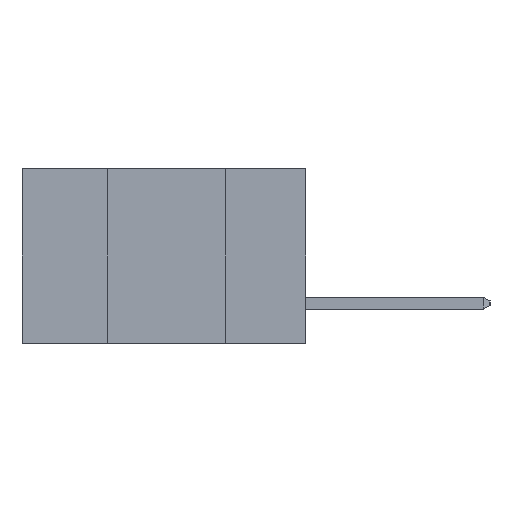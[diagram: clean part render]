
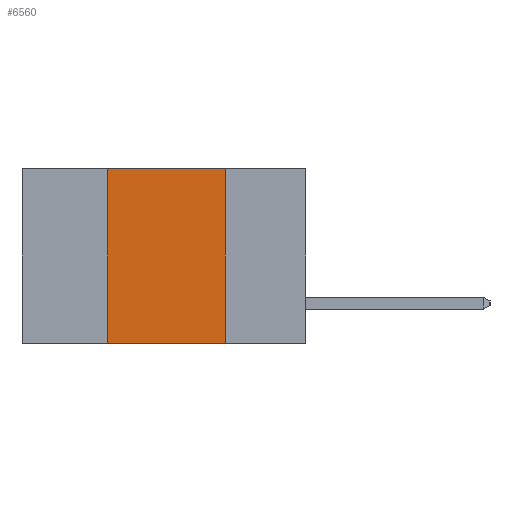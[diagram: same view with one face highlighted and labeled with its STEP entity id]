
A CAD part, left-side view. The second image highlights one B-rep face of the part: STEP entity #6560.
In plain terms, the highlighted planar face has unit normal (-1, 0, 0).
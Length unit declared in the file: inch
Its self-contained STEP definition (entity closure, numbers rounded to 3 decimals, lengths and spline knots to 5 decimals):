
#780 = VERTEX_POINT ( 'NONE', #3913 ) ;
#864 = VERTEX_POINT ( 'NONE', #7052 ) ;
#1227 = AXIS2_PLACEMENT_3D ( 'NONE', #11661, #2494, #13192 ) ;
#1451 = EDGE_CURVE ( 'NONE', #3179, #780, #9229, .T. ) ;
#2324 = DIRECTION ( 'NONE',  ( 0., -1., 0. ) ) ;
#2494 = DIRECTION ( 'NONE',  ( 1., 0., 0. ) ) ;
#2594 = ORIENTED_EDGE ( 'NONE', *, *, #8933, .F. ) ;
#2902 = CARTESIAN_POINT ( 'NONE',  ( 0., 0.17, 0. ) ) ;
#3179 = VERTEX_POINT ( 'NONE', #4941 ) ;
#3913 = CARTESIAN_POINT ( 'NONE',  ( 0., 0.17, -0.37 ) ) ;
#4264 = LINE ( 'NONE', #10215, #11875 ) ;
#4941 = CARTESIAN_POINT ( 'NONE',  ( 0., 0.42, -0.37 ) ) ;
#5271 = VECTOR ( 'NONE', #14472, 39.37008 ) ;
#6487 = VECTOR ( 'NONE', #2324, 39.37008 ) ;
#6560 = ADVANCED_FACE ( 'NONE', ( #9034 ), #13122, .F. ) ;
#6956 = CARTESIAN_POINT ( 'NONE',  ( 0., 0.6, 0. ) ) ;
#7052 = CARTESIAN_POINT ( 'NONE',  ( 0., 0.42, 0. ) ) ;
#7209 = ORIENTED_EDGE ( 'NONE', *, *, #1451, .T. ) ;
#7219 = EDGE_CURVE ( 'NONE', #15303, #780, #4264, .T. ) ;
#7326 = VECTOR ( 'NONE', #14103, 39.37008 ) ;
#8933 = EDGE_CURVE ( 'NONE', #3179, #864, #15376, .T. ) ;
#9034 = FACE_OUTER_BOUND ( 'NONE', #12793, .T. ) ;
#9229 = LINE ( 'NONE', #14400, #5271 ) ;
#10215 = CARTESIAN_POINT ( 'NONE',  ( 0., 0.17, 0. ) ) ;
#11661 = CARTESIAN_POINT ( 'NONE',  ( 0., 0.6, 0. ) ) ;
#11764 = DIRECTION ( 'NONE',  ( 0., 0., -1. ) ) ;
#11875 = VECTOR ( 'NONE', #11764, 39.37008 ) ;
#12562 = CARTESIAN_POINT ( 'NONE',  ( 0., 0.42, 0. ) ) ;
#12793 = EDGE_LOOP ( 'NONE', ( #16857, #17765, #2594, #7209 ) ) ;
#13122 = PLANE ( 'NONE',  #1227 ) ;
#13192 = DIRECTION ( 'NONE',  ( 0., 0., -1. ) ) ;
#14103 = DIRECTION ( 'NONE',  ( 0., 0., 1. ) ) ;
#14400 = CARTESIAN_POINT ( 'NONE',  ( 0., 0.6, -0.37 ) ) ;
#14472 = DIRECTION ( 'NONE',  ( 0., -1., 0. ) ) ;
#14494 = LINE ( 'NONE', #6956, #6487 ) ;
#15303 = VERTEX_POINT ( 'NONE', #2902 ) ;
#15376 = LINE ( 'NONE', #12562, #7326 ) ;
#16329 = EDGE_CURVE ( 'NONE', #864, #15303, #14494, .T. ) ;
#16857 = ORIENTED_EDGE ( 'NONE', *, *, #7219, .F. ) ;
#17765 = ORIENTED_EDGE ( 'NONE', *, *, #16329, .F. ) ;
